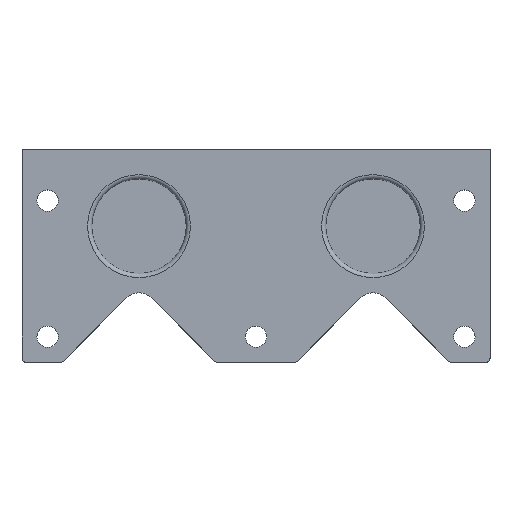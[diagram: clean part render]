
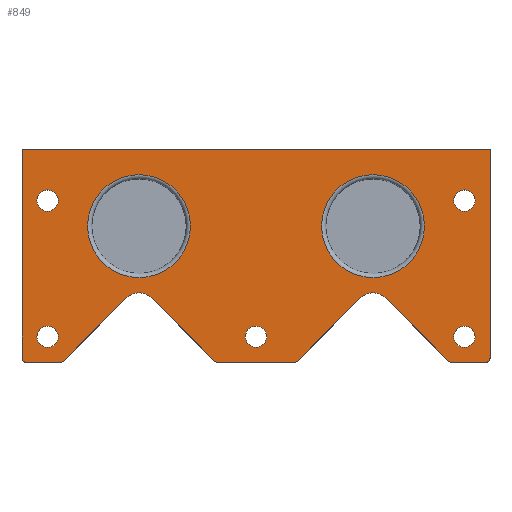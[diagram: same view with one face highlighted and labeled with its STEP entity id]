
A CAD part, top view. The second image highlights one B-rep face of the part: STEP entity #849.
In plain terms, the highlighted planar face has unit normal (0, 0, 1).
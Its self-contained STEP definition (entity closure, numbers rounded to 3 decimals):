
#50=FACE_BOUND('',#264,.T.);
#51=FACE_BOUND('',#265,.T.);
#52=FACE_BOUND('',#266,.T.);
#53=FACE_BOUND('',#267,.T.);
#54=FACE_BOUND('',#268,.T.);
#55=FACE_BOUND('',#269,.T.);
#56=FACE_BOUND('',#270,.T.);
#67=LINE('',#1365,#126);
#68=LINE('',#1369,#127);
#69=LINE('',#1373,#128);
#70=LINE('',#1377,#129);
#71=LINE('',#1381,#130);
#72=LINE('',#1385,#131);
#73=LINE('',#1389,#132);
#74=LINE('',#1391,#133);
#75=LINE('',#1393,#134);
#76=LINE('',#1396,#135);
#126=VECTOR('',#1062,10.);
#127=VECTOR('',#1065,10.);
#128=VECTOR('',#1068,10.);
#129=VECTOR('',#1071,10.);
#130=VECTOR('',#1074,10.);
#131=VECTOR('',#1077,10.);
#132=VECTOR('',#1080,10.);
#133=VECTOR('',#1081,10.);
#134=VECTOR('',#1082,10.);
#135=VECTOR('',#1085,10.);
#185=PLANE('',#930);
#205=FACE_OUTER_BOUND('',#263,.T.);
#263=EDGE_LOOP('',(#602,#603,#604,#605,#606,#607,#608,#609,#610,#611,#612,
#613,#614,#615,#616,#617,#618,#619));
#264=EDGE_LOOP('',(#620));
#265=EDGE_LOOP('',(#621));
#266=EDGE_LOOP('',(#622));
#267=EDGE_LOOP('',(#623));
#268=EDGE_LOOP('',(#624));
#269=EDGE_LOOP('',(#625));
#270=EDGE_LOOP('',(#626));
#337=CIRCLE('',#927,12.1);
#340=CIRCLE('',#931,1.);
#341=CIRCLE('',#932,4.);
#342=CIRCLE('',#933,1.);
#343=CIRCLE('',#934,1.);
#344=CIRCLE('',#935,4.);
#345=CIRCLE('',#936,1.);
#346=CIRCLE('',#937,1.);
#347=CIRCLE('',#938,1.);
#348=CIRCLE('',#939,12.1);
#349=CIRCLE('',#940,2.5);
#350=CIRCLE('',#941,2.5);
#351=CIRCLE('',#942,2.5);
#352=CIRCLE('',#943,2.5);
#353=CIRCLE('',#944,2.5);
#401=VERTEX_POINT('',#1355);
#403=VERTEX_POINT('',#1361);
#404=VERTEX_POINT('',#1362);
#405=VERTEX_POINT('',#1364);
#406=VERTEX_POINT('',#1366);
#407=VERTEX_POINT('',#1368);
#408=VERTEX_POINT('',#1370);
#409=VERTEX_POINT('',#1372);
#410=VERTEX_POINT('',#1374);
#411=VERTEX_POINT('',#1376);
#412=VERTEX_POINT('',#1378);
#413=VERTEX_POINT('',#1380);
#414=VERTEX_POINT('',#1382);
#415=VERTEX_POINT('',#1384);
#416=VERTEX_POINT('',#1386);
#417=VERTEX_POINT('',#1388);
#418=VERTEX_POINT('',#1390);
#419=VERTEX_POINT('',#1392);
#420=VERTEX_POINT('',#1394);
#421=VERTEX_POINT('',#1397);
#422=VERTEX_POINT('',#1399);
#423=VERTEX_POINT('',#1401);
#424=VERTEX_POINT('',#1403);
#425=VERTEX_POINT('',#1405);
#426=VERTEX_POINT('',#1407);
#475=EDGE_CURVE('',#401,#401,#337,.T.);
#478=EDGE_CURVE('',#403,#404,#340,.T.);
#479=EDGE_CURVE('',#403,#405,#67,.T.);
#480=EDGE_CURVE('',#406,#405,#341,.T.);
#481=EDGE_CURVE('',#406,#407,#68,.T.);
#482=EDGE_CURVE('',#408,#407,#342,.T.);
#483=EDGE_CURVE('',#408,#409,#69,.T.);
#484=EDGE_CURVE('',#410,#409,#343,.T.);
#485=EDGE_CURVE('',#410,#411,#70,.T.);
#486=EDGE_CURVE('',#412,#411,#344,.T.);
#487=EDGE_CURVE('',#412,#413,#71,.T.);
#488=EDGE_CURVE('',#414,#413,#345,.T.);
#489=EDGE_CURVE('',#414,#415,#72,.T.);
#490=EDGE_CURVE('',#416,#415,#346,.T.);
#491=EDGE_CURVE('',#416,#417,#73,.T.);
#492=EDGE_CURVE('',#417,#418,#74,.T.);
#493=EDGE_CURVE('',#418,#419,#75,.T.);
#494=EDGE_CURVE('',#420,#419,#347,.T.);
#495=EDGE_CURVE('',#420,#404,#76,.T.);
#496=EDGE_CURVE('',#421,#421,#348,.T.);
#497=EDGE_CURVE('',#422,#422,#349,.T.);
#498=EDGE_CURVE('',#423,#423,#350,.T.);
#499=EDGE_CURVE('',#424,#424,#351,.T.);
#500=EDGE_CURVE('',#425,#425,#352,.T.);
#501=EDGE_CURVE('',#426,#426,#353,.T.);
#602=ORIENTED_EDGE('',*,*,#478,.F.);
#603=ORIENTED_EDGE('',*,*,#479,.T.);
#604=ORIENTED_EDGE('',*,*,#480,.F.);
#605=ORIENTED_EDGE('',*,*,#481,.T.);
#606=ORIENTED_EDGE('',*,*,#482,.F.);
#607=ORIENTED_EDGE('',*,*,#483,.T.);
#608=ORIENTED_EDGE('',*,*,#484,.F.);
#609=ORIENTED_EDGE('',*,*,#485,.T.);
#610=ORIENTED_EDGE('',*,*,#486,.F.);
#611=ORIENTED_EDGE('',*,*,#487,.T.);
#612=ORIENTED_EDGE('',*,*,#488,.F.);
#613=ORIENTED_EDGE('',*,*,#489,.T.);
#614=ORIENTED_EDGE('',*,*,#490,.F.);
#615=ORIENTED_EDGE('',*,*,#491,.T.);
#616=ORIENTED_EDGE('',*,*,#492,.T.);
#617=ORIENTED_EDGE('',*,*,#493,.T.);
#618=ORIENTED_EDGE('',*,*,#494,.F.);
#619=ORIENTED_EDGE('',*,*,#495,.T.);
#620=ORIENTED_EDGE('',*,*,#496,.F.);
#621=ORIENTED_EDGE('',*,*,#497,.T.);
#622=ORIENTED_EDGE('',*,*,#498,.T.);
#623=ORIENTED_EDGE('',*,*,#499,.T.);
#624=ORIENTED_EDGE('',*,*,#500,.T.);
#625=ORIENTED_EDGE('',*,*,#501,.T.);
#626=ORIENTED_EDGE('',*,*,#475,.F.);
#849=ADVANCED_FACE('',(#205,#50,#51,#52,#53,#54,#55,#56),#185,.T.);
#927=AXIS2_PLACEMENT_3D('',#1356,#1052,#1053);
#930=AXIS2_PLACEMENT_3D('',#1360,#1058,#1059);
#931=AXIS2_PLACEMENT_3D('',#1363,#1060,#1061);
#932=AXIS2_PLACEMENT_3D('',#1367,#1063,#1064);
#933=AXIS2_PLACEMENT_3D('',#1371,#1066,#1067);
#934=AXIS2_PLACEMENT_3D('',#1375,#1069,#1070);
#935=AXIS2_PLACEMENT_3D('',#1379,#1072,#1073);
#936=AXIS2_PLACEMENT_3D('',#1383,#1075,#1076);
#937=AXIS2_PLACEMENT_3D('',#1387,#1078,#1079);
#938=AXIS2_PLACEMENT_3D('',#1395,#1083,#1084);
#939=AXIS2_PLACEMENT_3D('',#1398,#1086,#1087);
#940=AXIS2_PLACEMENT_3D('',#1400,#1088,#1089);
#941=AXIS2_PLACEMENT_3D('',#1402,#1090,#1091);
#942=AXIS2_PLACEMENT_3D('',#1404,#1092,#1093);
#943=AXIS2_PLACEMENT_3D('',#1406,#1094,#1095);
#944=AXIS2_PLACEMENT_3D('',#1408,#1096,#1097);
#1052=DIRECTION('center_axis',(0.,0.,1.));
#1053=DIRECTION('ref_axis',(-1.,0.,0.));
#1058=DIRECTION('center_axis',(0.,0.,1.));
#1059=DIRECTION('ref_axis',(1.,0.,0.));
#1060=DIRECTION('center_axis',(0.,0.,-1.));
#1061=DIRECTION('ref_axis',(0.383,-0.924,0.));
#1062=DIRECTION('',(0.707,0.707,0.));
#1063=DIRECTION('center_axis',(0.,0.,1.));
#1064=DIRECTION('ref_axis',(0.,1.,0.));
#1065=DIRECTION('',(0.707,-0.707,0.));
#1066=DIRECTION('center_axis',(0.,0.,-1.));
#1067=DIRECTION('ref_axis',(-0.383,-0.924,0.));
#1068=DIRECTION('',(1.,0.,0.));
#1069=DIRECTION('center_axis',(0.,0.,-1.));
#1070=DIRECTION('ref_axis',(0.383,-0.924,0.));
#1071=DIRECTION('',(0.707,0.707,0.));
#1072=DIRECTION('center_axis',(0.,0.,1.));
#1073=DIRECTION('ref_axis',(0.,1.,0.));
#1074=DIRECTION('',(0.707,-0.707,0.));
#1075=DIRECTION('center_axis',(0.,0.,-1.));
#1076=DIRECTION('ref_axis',(-0.383,-0.924,0.));
#1077=DIRECTION('',(1.,0.,0.));
#1078=DIRECTION('center_axis',(0.,0.,-1.));
#1079=DIRECTION('ref_axis',(0.707,-0.707,0.));
#1080=DIRECTION('',(0.,1.,0.));
#1081=DIRECTION('',(-1.,0.,0.));
#1082=DIRECTION('',(0.,-1.,0.));
#1083=DIRECTION('center_axis',(0.,0.,-1.));
#1084=DIRECTION('ref_axis',(-0.707,-0.707,0.));
#1085=DIRECTION('',(1.,0.,0.));
#1086=DIRECTION('center_axis',(0.,0.,1.));
#1087=DIRECTION('ref_axis',(-1.,0.,0.));
#1088=DIRECTION('center_axis',(0.,0.,-1.));
#1089=DIRECTION('ref_axis',(-1.,0.,0.));
#1090=DIRECTION('center_axis',(0.,0.,-1.));
#1091=DIRECTION('ref_axis',(-1.,0.,0.));
#1092=DIRECTION('center_axis',(0.,0.,-1.));
#1093=DIRECTION('ref_axis',(-1.,0.,0.));
#1094=DIRECTION('center_axis',(0.,0.,-1.));
#1095=DIRECTION('ref_axis',(-1.,0.,0.));
#1096=DIRECTION('center_axis',(0.,0.,-1.));
#1097=DIRECTION('ref_axis',(-1.,0.,0.));
#1355=CARTESIAN_POINT('',(94.6,-18.,17.));
#1356=CARTESIAN_POINT('Origin',(82.5,-18.,17.));
#1360=CARTESIAN_POINT('Origin',(55.,-24.512,17.));
#1361=CARTESIAN_POINT('',(9.793,-49.707,17.));
#1362=CARTESIAN_POINT('',(9.086,-50.,17.));
#1363=CARTESIAN_POINT('Origin',(9.086,-49.,17.));
#1364=CARTESIAN_POINT('',(24.672,-34.828,17.));
#1365=CARTESIAN_POINT('',(9.5,-50.,17.));
#1366=CARTESIAN_POINT('',(30.328,-34.828,17.));
#1367=CARTESIAN_POINT('Origin',(27.5,-37.657,17.));
#1368=CARTESIAN_POINT('',(45.207,-49.707,17.));
#1369=CARTESIAN_POINT('',(27.5,-32.,17.));
#1370=CARTESIAN_POINT('',(45.914,-50.,17.));
#1371=CARTESIAN_POINT('Origin',(45.914,-49.,17.));
#1372=CARTESIAN_POINT('',(64.086,-50.,17.));
#1373=CARTESIAN_POINT('',(45.5,-50.,17.));
#1374=CARTESIAN_POINT('',(64.793,-49.707,17.));
#1375=CARTESIAN_POINT('Origin',(64.086,-49.,17.));
#1376=CARTESIAN_POINT('',(79.672,-34.828,17.));
#1377=CARTESIAN_POINT('',(64.5,-50.,17.));
#1378=CARTESIAN_POINT('',(85.328,-34.828,17.));
#1379=CARTESIAN_POINT('Origin',(82.5,-37.657,17.));
#1380=CARTESIAN_POINT('',(100.207,-49.707,17.));
#1381=CARTESIAN_POINT('',(82.5,-32.,17.));
#1382=CARTESIAN_POINT('',(100.914,-50.,17.));
#1383=CARTESIAN_POINT('Origin',(100.914,-49.,17.));
#1384=CARTESIAN_POINT('',(109.,-50.,17.));
#1385=CARTESIAN_POINT('',(100.5,-50.,17.));
#1386=CARTESIAN_POINT('',(110.,-49.,17.));
#1387=CARTESIAN_POINT('Origin',(109.,-49.,17.));
#1388=CARTESIAN_POINT('',(110.,0.,17.));
#1389=CARTESIAN_POINT('',(110.,-50.,17.));
#1390=CARTESIAN_POINT('',(0.,0.,17.));
#1391=CARTESIAN_POINT('',(110.,0.,17.));
#1392=CARTESIAN_POINT('',(0.,-49.,17.));
#1393=CARTESIAN_POINT('',(0.,0.,17.));
#1394=CARTESIAN_POINT('',(1.,-50.,17.));
#1395=CARTESIAN_POINT('Origin',(1.,-49.,17.));
#1396=CARTESIAN_POINT('',(0.,-50.,17.));
#1397=CARTESIAN_POINT('',(39.6,-18.,17.));
#1398=CARTESIAN_POINT('Origin',(27.5,-18.,17.));
#1399=CARTESIAN_POINT('',(8.5,-44.,17.));
#1400=CARTESIAN_POINT('Origin',(6.,-44.,17.));
#1401=CARTESIAN_POINT('',(106.5,-44.,17.));
#1402=CARTESIAN_POINT('Origin',(104.,-44.,17.));
#1403=CARTESIAN_POINT('',(8.5,-12.,17.));
#1404=CARTESIAN_POINT('Origin',(6.,-12.,17.));
#1405=CARTESIAN_POINT('',(57.5,-44.,17.));
#1406=CARTESIAN_POINT('Origin',(55.,-44.,17.));
#1407=CARTESIAN_POINT('',(106.5,-12.,17.));
#1408=CARTESIAN_POINT('Origin',(104.,-12.,17.));
